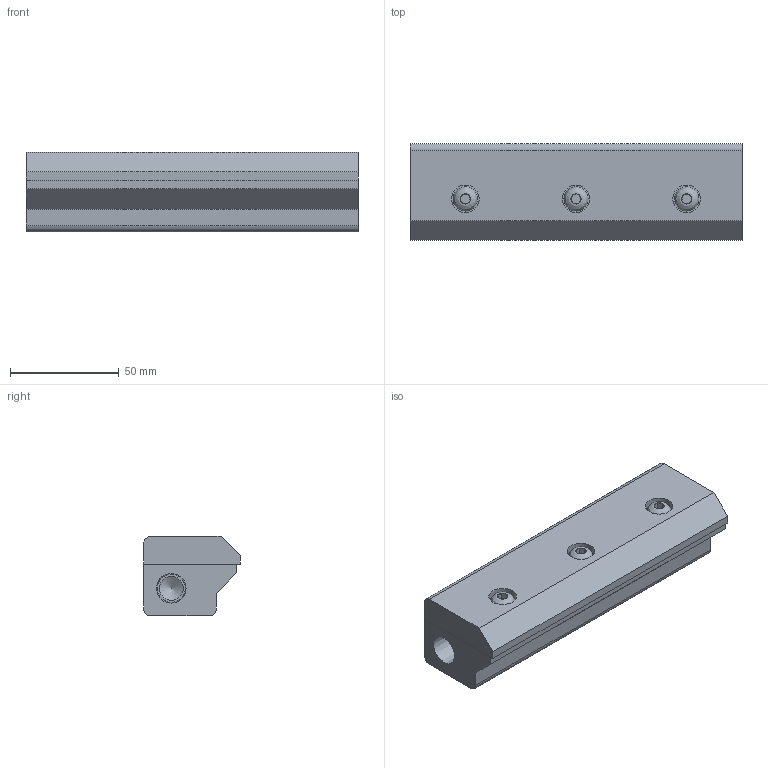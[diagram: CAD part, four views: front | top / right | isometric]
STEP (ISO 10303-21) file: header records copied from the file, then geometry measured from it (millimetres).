
FILE_DESCRIPTION((''),'2;1');
FILE_NAME('110006.stp','2008-03-03T09:44:40',('Dan Preston'),(''),'Autodesk Inventor 2008','Autodesk Inventor 2008','');
FILE_SCHEMA(('AUTOMOTIVE_DESIGN { 1 0 10303 214 1 1 1 1 }'));
Length unit declared in the file: inch
Products named in the file (6): 110006; 1100061; 1100062; 1100063; 1100064; 1100065
Assembly tree (5 placements, depth 2):
  110006
    1100061
    1100062
    1100063
    1100064
    1100065
Bounding box: 152.4 x 44.44 x 36.69 mm (x, y, z)
Volume: 203105.1 mm3; surface area: 44566.6 mm2
Topology: 5 solids, 5 shells, 88 faces, 194 edges, 129 vertices
Faces by surface type: plane 49, cylinder 19, bspline 15, cone 5
Full cylindrical faces by diameter (mm): 5.105 x3, 6.35 x3, 7.163 x3, 10.999 x1, 11.1 x3, 12.7 x3
Entity records: 2591 total; most frequent: CARTESIAN_POINT 657, DIRECTION 374, ORIENTED_EDGE 296, EDGE_CURVE 148, EDGE_LOOP 146, AXIS2_PLACEMENT_3D 142, VERTEX_POINT 116, VECTOR 90
